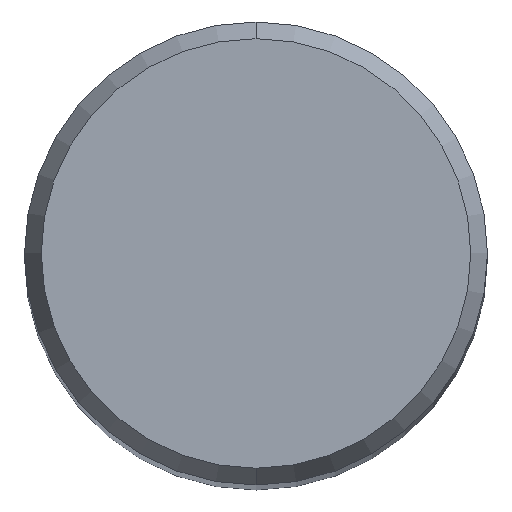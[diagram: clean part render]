
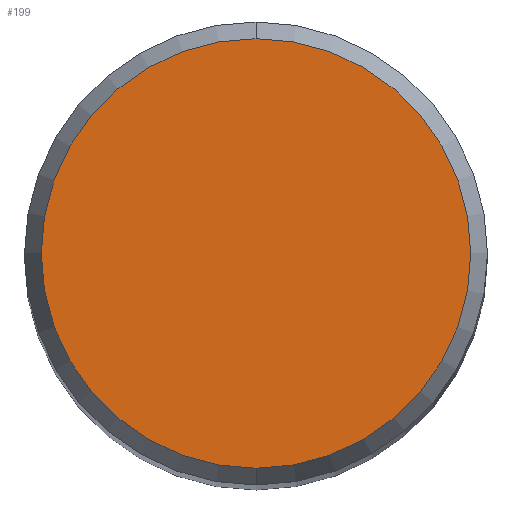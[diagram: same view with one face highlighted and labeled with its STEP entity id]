
A CAD part, top view. The second image highlights one B-rep face of the part: STEP entity #199.
In plain terms, the highlighted planar face has unit normal (0, 0, 1).
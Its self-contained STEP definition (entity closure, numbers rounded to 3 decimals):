
#131=EDGE_CURVE('',#187,#137,#283,.T.);
#137=VERTEX_POINT('',#289);
#145=EDGE_CURVE('',#137,#187,#298,.T.);
#187=VERTEX_POINT('',#345);
#199=ADVANCED_FACE('',(#360),#361,.T.);
#283=CIRCLE('',#460,2.946);
#289=CARTESIAN_POINT('',(0.,-2.946,0.0));
#298=CIRCLE('',#480,2.946);
#345=CARTESIAN_POINT('',(0.0,2.946,0.0));
#360=FACE_OUTER_BOUND('',#557,.T.);
#361=PLANE('',#558);
#460=AXIS2_PLACEMENT_3D('',#630,#631,#632);
#480=AXIS2_PLACEMENT_3D('',#642,#643,#644);
#557=EDGE_LOOP('',(#731,#732));
#558=AXIS2_PLACEMENT_3D('',#733,#734,#735);
#630=CARTESIAN_POINT('',(0.0,0.0,0.0));
#631=DIRECTION('',(0.0,0.0,-1.0));
#632=DIRECTION('',(0.0,1.0,0.0));
#642=CARTESIAN_POINT('',(0.0,0.0,0.0));
#643=DIRECTION('',(0.0,0.0,-1.0));
#644=DIRECTION('',(0.0,1.0,0.0));
#731=ORIENTED_EDGE('',*,*,#131,.F.);
#732=ORIENTED_EDGE('',*,*,#145,.F.);
#733=CARTESIAN_POINT('',(0.0,1.473,0.0));
#734=DIRECTION('',(-0.0,0.0,1.0));
#735=DIRECTION('',(0.0,-1.0,0.0));
